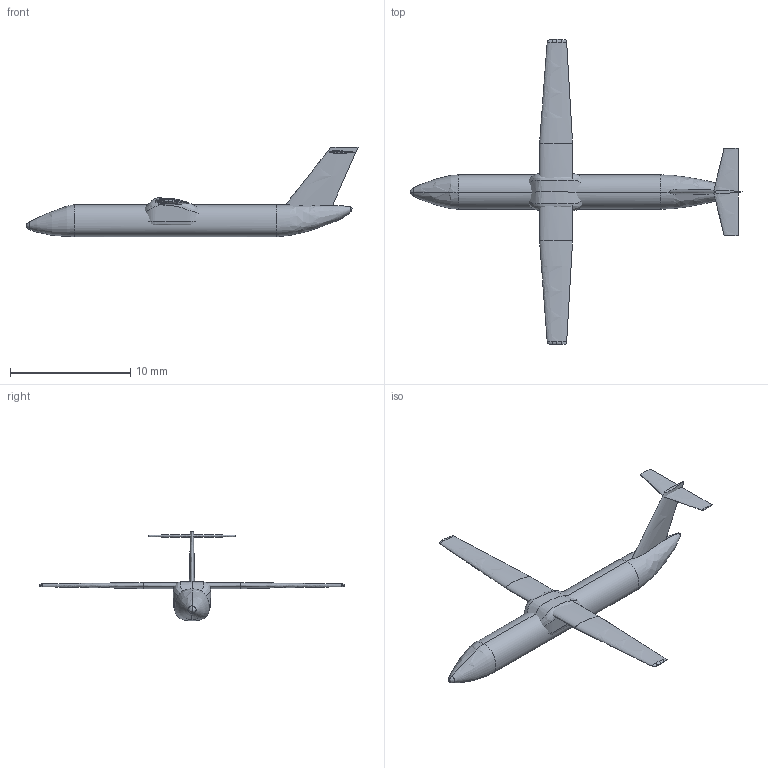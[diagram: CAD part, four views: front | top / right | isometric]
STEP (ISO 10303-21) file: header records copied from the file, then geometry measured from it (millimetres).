
FILE_DESCRIPTION(('Open CASCADE Model'),'2;1');
FILE_NAME('Open CASCADE Shape Model','2019-01-09T16:23:03',('Author'),( 'Open CASCADE'),'Open CASCADE STEP processor 7.3','Open CASCADE 7.3' ,'Unknown');
FILE_SCHEMA(('AUTOMOTIVE_DESIGN { 1 0 10303 214 1 1 1 1 }'));
Length unit declared in the file: millimetre
Products named in the file (6): Open CASCADE STEP translator 7.3 1; Open CASCADE STEP translator 7.3 1.1; Open CASCADE STEP translator 7.3 1.2; Open CASCADE STEP translator 7.3 1.3; Open CASCADE STEP translator 7.3 1.4; Open CASCADE STEP translator 7.3 1.5
Assembly tree (5 placements, depth 2):
  Open CASCADE STEP translator 7.3 1
    Open CASCADE STEP translator 7.3 1.1
    Open CASCADE STEP translator 7.3 1.2
    Open CASCADE STEP translator 7.3 1.3
    Open CASCADE STEP translator 7.3 1.4
    Open CASCADE STEP translator 7.3 1.5
Bounding box: 27.66 x 25.44 x 7.45 mm (x, y, z)
Volume: 192.3 mm3; surface area: 452.3 mm2
Topology: 5 solids, 5 shells, 60 faces, 120 edges, 66 vertices
Faces by surface type: bspline 56, plane 4
Entity records: 27377 total; most frequent: CARTESIAN_POINT 25419, ORIENTED_EDGE 232, PCURVE 232, DEFINITIONAL_REPRESENTATION 232, DIRECTION 182, LINE 162, VECTOR 162, B_SPLINE_CURVE_WITH_KNOTS 154
